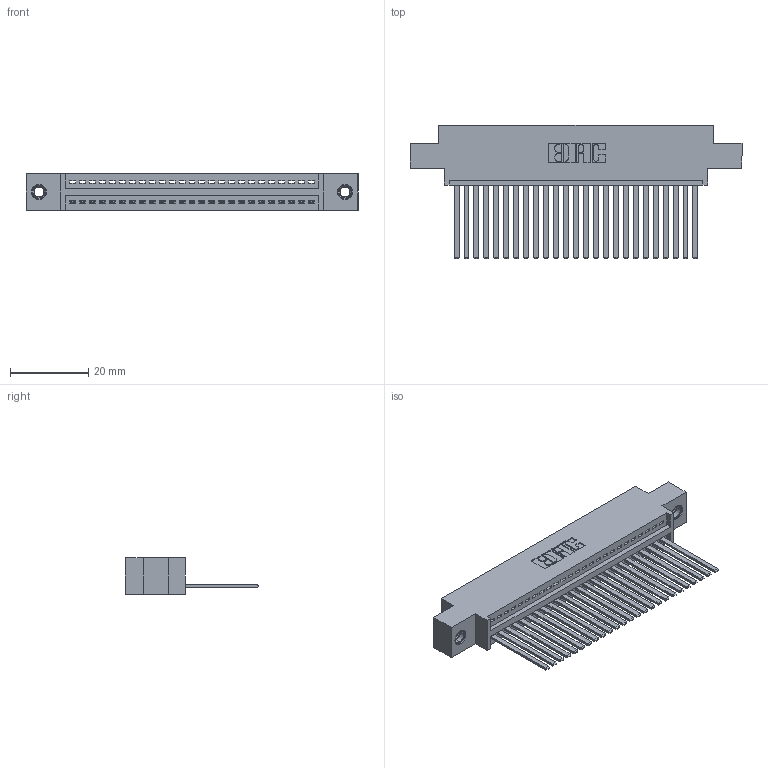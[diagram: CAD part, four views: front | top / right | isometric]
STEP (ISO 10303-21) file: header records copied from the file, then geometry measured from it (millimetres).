
FILE_DESCRIPTION (( 'STEP AP203' ), '1' );
FILE_NAME ('345-025-544-607.STEP', '2018-08-21T22:40:13', ( '' ), ( '' ), 'SwSTEP 2.0', 'SolidWorks 2016', '' );
FILE_SCHEMA (( 'CONFIG_CONTROL_DESIGN' ));
Length unit declared in the file: inch
Products named in the file (4): 345 Part_0.170 Offset - 0.156 Dia-TI; 345-292-001_345-293-144; 345-250-001_345-250-005-103; 345-025-544-607
Assembly tree (28 placements, depth 2):
  345-025-544-607
    345 Part_0.170 Offset - 0.156 Dia-TI
    345-292-001_345-293-144  x25
    345-250-001_345-250-005-103  x2
Bounding box: 84.71 x 33.96 x 9.4 mm (x, y, z)
Volume: 8069.1 mm3; surface area: 11520.4 mm2
Topology: 28 solids, 28 shells, 1490 faces, 4439 edges, 2918 vertices
Faces by surface type: plane 1016, cylinder 458, cone 12, torus 4
Entity records: 22238 total; most frequent: CARTESIAN_POINT 3834, ORIENTED_EDGE 3786, DIRECTION 3397, EDGE_CURVE 1893, LINE 1645, VECTOR 1645, VERTEX_POINT 1256, AXIS2_PLACEMENT_3D 876
